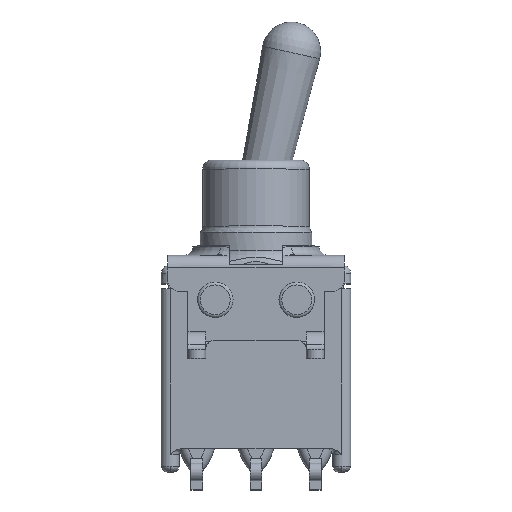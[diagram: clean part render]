
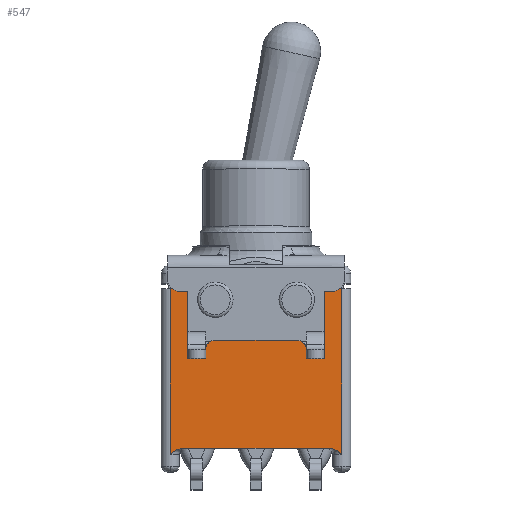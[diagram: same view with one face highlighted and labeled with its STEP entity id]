
A CAD part, top view. The second image highlights one B-rep face of the part: STEP entity #547.
In plain terms, the highlighted planar face has unit normal (0, 0, 1).
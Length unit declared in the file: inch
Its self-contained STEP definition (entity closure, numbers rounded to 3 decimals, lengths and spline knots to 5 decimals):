
#547 = ADVANCED_FACE( '', ( #1494 ), #1495, .T. );
#1494 = FACE_OUTER_BOUND( '', #3814, .T. );
#1495 = PLANE( '', #3815 );
#3814 = EDGE_LOOP( '', ( #7496, #7497, #7498, #7499, #7500, #7501 ) );
#3815 = AXIS2_PLACEMENT_3D( '', #7502, #7503, #7504 );
#7496 = ORIENTED_EDGE( '', *, *, #8852, .F. );
#7497 = ORIENTED_EDGE( '', *, *, #8922, .F. );
#7498 = ORIENTED_EDGE( '', *, *, #8274, .T. );
#7499 = ORIENTED_EDGE( '', *, *, #9382, .F. );
#7500 = ORIENTED_EDGE( '', *, *, #8933, .F. );
#7501 = ORIENTED_EDGE( '', *, *, #9338, .T. );
#7502 = CARTESIAN_POINT( '', ( 0., 0., 0.1 ) );
#7503 = DIRECTION( '', ( 0., 0., 1. ) );
#7504 = DIRECTION( '', ( 1., 0., 0. ) );
#8274 = EDGE_CURVE( '', #9797, #9795, #9798, .T. );
#8852 = EDGE_CURVE( '', #10806, #10808, #10809, .T. );
#8922 = EDGE_CURVE( '', #9797, #10806, #10928, .T. );
#8933 = EDGE_CURVE( '', #10945, #10941, #10947, .T. );
#9338 = EDGE_CURVE( '', #10945, #10808, #11521, .T. );
#9382 = EDGE_CURVE( '', #10941, #9795, #11569, .T. );
#9795 = VERTEX_POINT( '', #12295 );
#9797 = VERTEX_POINT( '', #12297 );
#9798 = LINE( '', #12298, #12299 );
#10806 = VERTEX_POINT( '', #14427 );
#10808 = VERTEX_POINT( '', #14429 );
#10809 = B_SPLINE_CURVE_WITH_KNOTS( '', 3, ( #14430, #14431, #14432, #14433, #14434, #14435, #14436, #14437, #14438 ), .UNSPECIFIED., .F., .F., ( 4, 1, 1, 1, 1, 1, 4 ), ( 0., 0.16667, 0.33333, 0.5, 0.66667, 0.83333, 1. ), .UNSPECIFIED. );
#10928 = LINE( '', #14647, #14648 );
#10941 = VERTEX_POINT( '', #14662 );
#10945 = VERTEX_POINT( '', #14674 );
#10947 = B_SPLINE_CURVE_WITH_KNOTS( '', 3, ( #14676, #14677, #14678, #14679, #14680, #14681, #14682, #14683, #14684 ), .UNSPECIFIED., .F., .F., ( 4, 1, 1, 1, 1, 1, 4 ), ( 0., 0.16667, 0.33333, 0.5, 0.66667, 0.83333, 1. ), .UNSPECIFIED. );
#11521 = LINE( '', #16025, #16026 );
#11569 = LINE( '', #16175, #16176 );
#12295 = CARTESIAN_POINT( '', ( -0.145, 0.202, 0.1 ) );
#12297 = CARTESIAN_POINT( '', ( 0.145, 0.202, 0.1 ) );
#12298 = CARTESIAN_POINT( '', ( 0.145, 0.202, 0.1 ) );
#12299 = VECTOR( '', #16480, 39.37008 );
#14427 = CARTESIAN_POINT( '', ( 0.145, -0.078, 0.1 ) );
#14429 = CARTESIAN_POINT( '', ( 0.125, -0.068, 0.1 ) );
#14430 = CARTESIAN_POINT( '', ( 0.145, -0.078, 0.1 ) );
#14431 = CARTESIAN_POINT( '', ( 0.14369, -0.07693, 0.1 ) );
#14432 = CARTESIAN_POINT( '', ( 0.14118, -0.07489, 0.1 ) );
#14433 = CARTESIAN_POINT( '', ( 0.13756, -0.07227, 0.1 ) );
#14434 = CARTESIAN_POINT( '', ( 0.13409, -0.07027, 0.1 ) );
#14435 = CARTESIAN_POINT( '', ( 0.1308, -0.0689, 0.1 ) );
#14436 = CARTESIAN_POINT( '', ( 0.12773, -0.06815, 0.1 ) );
#14437 = CARTESIAN_POINT( '', ( 0.12588, -0.068, 0.1 ) );
#14438 = CARTESIAN_POINT( '', ( 0.125, -0.068, 0.1 ) );
#14647 = CARTESIAN_POINT( '', ( 0.145, 0.202, 0.1 ) );
#14648 = VECTOR( '', #17356, 39.37008 );
#14662 = CARTESIAN_POINT( '', ( -0.145, -0.078, 0.1 ) );
#14674 = CARTESIAN_POINT( '', ( -0.125, -0.068, 0.1 ) );
#14676 = CARTESIAN_POINT( '', ( -0.125, -0.068, 0.1 ) );
#14677 = CARTESIAN_POINT( '', ( -0.12588, -0.068, 0.1 ) );
#14678 = CARTESIAN_POINT( '', ( -0.12773, -0.06815, 0.1 ) );
#14679 = CARTESIAN_POINT( '', ( -0.1308, -0.0689, 0.1 ) );
#14680 = CARTESIAN_POINT( '', ( -0.13409, -0.07027, 0.1 ) );
#14681 = CARTESIAN_POINT( '', ( -0.13756, -0.07227, 0.1 ) );
#14682 = CARTESIAN_POINT( '', ( -0.14118, -0.07488, 0.1 ) );
#14683 = CARTESIAN_POINT( '', ( -0.14369, -0.07693, 0.1 ) );
#14684 = CARTESIAN_POINT( '', ( -0.145, -0.078, 0.1 ) );
#16025 = CARTESIAN_POINT( '', ( -0.125, -0.068, 0.1 ) );
#16026 = VECTOR( '', #17901, 39.37008 );
#16175 = CARTESIAN_POINT( '', ( -0.145, -0.078, 0.1 ) );
#16176 = VECTOR( '', #17961, 39.37008 );
#16480 = DIRECTION( '', ( -1., 0., 0. ) );
#17356 = DIRECTION( '', ( 0., -1., 0. ) );
#17901 = DIRECTION( '', ( 1., 0., 0. ) );
#17961 = DIRECTION( '', ( 0., 1., 0. ) );
